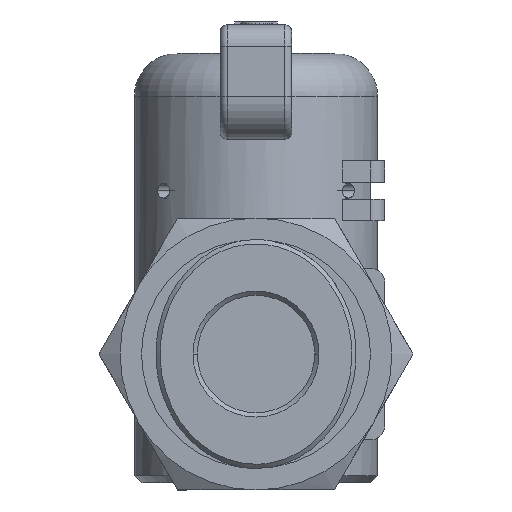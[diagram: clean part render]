
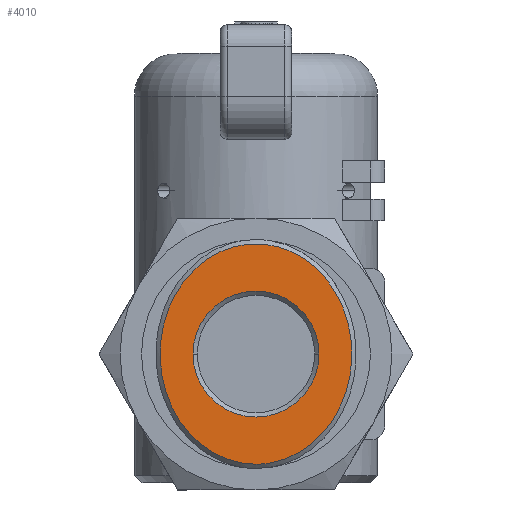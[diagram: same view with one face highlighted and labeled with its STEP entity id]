
A CAD part, front view. The second image highlights one B-rep face of the part: STEP entity #4010.
In plain terms, the highlighted planar face has unit normal (0, -1, 0).
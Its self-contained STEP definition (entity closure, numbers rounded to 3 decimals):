
#1791=CARTESIAN_POINT('',(191.869,-25.2,-12.109));
#1792=VERTEX_POINT('',#1791);
#1801=CARTESIAN_POINT('',(200.669,-25.2,-12.109));
#1802=VERTEX_POINT('',#1801);
#1803=CARTESIAN_POINT('',(196.269,-25.2,-12.109));
#1804=DIRECTION('',(0.0,-1.0,0.0));
#1805=DIRECTION('',(-1.0,0.0,0.0));
#1806=AXIS2_PLACEMENT_3D('',#1803,#1804,#1805);
#1807=CIRCLE('',#1806,4.4);
#1808=EDGE_CURVE('',#1792,#1802,#1807,.T.);
#3910=CARTESIAN_POINT('',(196.269,-25.2,-19.809));
#3911=VERTEX_POINT('',#3910);
#3917=CARTESIAN_POINT('',(196.269,-25.2,-19.809));
#3918=CARTESIAN_POINT('',(195.848,-25.2,-19.809));
#3919=CARTESIAN_POINT('',(195.427,-25.2,-19.763));
#3920=CARTESIAN_POINT('',(194.598,-25.2,-19.582));
#3921=CARTESIAN_POINT('',(194.19,-25.2,-19.445));
#3922=CARTESIAN_POINT('',(193.401,-25.2,-19.085));
#3923=CARTESIAN_POINT('',(193.019,-25.2,-18.86));
#3924=CARTESIAN_POINT('',(192.295,-25.2,-18.328));
#3925=CARTESIAN_POINT('',(191.953,-25.2,-18.019));
#3926=CARTESIAN_POINT('',(191.323,-25.2,-17.327));
#3927=CARTESIAN_POINT('',(191.035,-25.2,-16.942));
#3928=CARTESIAN_POINT('',(190.527,-25.2,-16.11));
#3929=CARTESIAN_POINT('',(190.308,-25.2,-15.661));
#3930=CARTESIAN_POINT('',(189.949,-25.2,-14.718));
#3931=CARTESIAN_POINT('',(189.81,-25.2,-14.222));
#3932=CARTESIAN_POINT('',(189.621,-25.2,-13.205));
#3933=CARTESIAN_POINT('',(189.572,-25.2,-12.684));
#3934=CARTESIAN_POINT('',(189.566,-25.2,-11.639));
#3935=CARTESIAN_POINT('',(189.609,-25.2,-11.115));
#3936=CARTESIAN_POINT('',(189.787,-25.2,-10.091));
#3937=CARTESIAN_POINT('',(189.922,-25.2,-9.59));
#3938=CARTESIAN_POINT('',(190.274,-25.2,-8.632));
#3939=CARTESIAN_POINT('',(190.492,-25.2,-8.176));
#3940=CARTESIAN_POINT('',(190.999,-25.2,-7.328));
#3941=CARTESIAN_POINT('',(191.287,-25.2,-6.935));
#3942=CARTESIAN_POINT('',(191.922,-25.2,-6.229));
#3943=CARTESIAN_POINT('',(192.267,-25.2,-5.914));
#3944=CARTESIAN_POINT('',(192.998,-25.2,-5.371));
#3945=CARTESIAN_POINT('',(193.383,-25.2,-5.143));
#3946=CARTESIAN_POINT('',(194.18,-25.2,-4.777));
#3947=CARTESIAN_POINT('',(194.591,-25.2,-4.639));
#3948=CARTESIAN_POINT('',(195.424,-25.2,-4.455));
#3949=CARTESIAN_POINT('',(195.846,-25.2,-4.409));
#3950=CARTESIAN_POINT('',(196.689,-25.2,-4.409));
#3951=CARTESIAN_POINT('',(197.11,-25.2,-4.455));
#3952=CARTESIAN_POINT('',(197.939,-25.2,-4.637));
#3953=CARTESIAN_POINT('',(198.347,-25.2,-4.773));
#3954=CARTESIAN_POINT('',(199.136,-25.2,-5.133));
#3955=CARTESIAN_POINT('',(199.518,-25.2,-5.358));
#3956=CARTESIAN_POINT('',(200.242,-25.2,-5.89));
#3957=CARTESIAN_POINT('',(200.584,-25.2,-6.199));
#3958=CARTESIAN_POINT('',(201.214,-25.2,-6.891));
#3959=CARTESIAN_POINT('',(201.502,-25.2,-7.275));
#3960=CARTESIAN_POINT('',(202.01,-25.2,-8.108));
#3961=CARTESIAN_POINT('',(202.229,-25.2,-8.556));
#3962=CARTESIAN_POINT('',(202.588,-25.2,-9.5));
#3963=CARTESIAN_POINT('',(202.727,-25.2,-9.996));
#3964=CARTESIAN_POINT('',(202.916,-25.2,-11.012));
#3965=CARTESIAN_POINT('',(202.965,-25.2,-11.534));
#3966=CARTESIAN_POINT('',(202.972,-25.2,-12.579));
#3967=CARTESIAN_POINT('',(202.928,-25.2,-13.102));
#3968=CARTESIAN_POINT('',(202.75,-25.2,-14.127));
#3969=CARTESIAN_POINT('',(202.616,-25.2,-14.628));
#3970=CARTESIAN_POINT('',(202.264,-25.2,-15.585));
#3971=CARTESIAN_POINT('',(202.046,-25.2,-16.042));
#3972=CARTESIAN_POINT('',(201.539,-25.2,-16.89));
#3973=CARTESIAN_POINT('',(201.25,-25.2,-17.282));
#3974=CARTESIAN_POINT('',(200.616,-25.2,-17.989));
#3975=CARTESIAN_POINT('',(200.271,-25.2,-18.304));
#3976=CARTESIAN_POINT('',(199.54,-25.2,-18.847));
#3977=CARTESIAN_POINT('',(199.155,-25.2,-19.075));
#3978=CARTESIAN_POINT('',(198.359,-25.2,-19.441));
#3979=CARTESIAN_POINT('',(197.95,-25.2,-19.579));
#3980=CARTESIAN_POINT('',(197.325,-25.2,-19.717));
#3981=CARTESIAN_POINT('',(197.115,-25.2,-19.751));
#3982=CARTESIAN_POINT('',(196.693,-25.2,-19.798));
#3983=CARTESIAN_POINT('',(196.481,-25.2,-19.809));
#3984=CARTESIAN_POINT('',(196.269,-25.2,-19.809));
#3985=B_SPLINE_CURVE_WITH_KNOTS('',3,(#3917,#3918,#3919,#3920,#3921,#3922,#3923,#3924,#3925,#3926,#3927,#3928,#3929,#3930,#3931,#3932,#3933,#3934,#3935,#3936,#3937,#3938,#3939,#3940,#3941,#3942,#3943,#3944,#3945,#3946,#3947,#3948,#3949,#3950,#3951,#3952,#3953,#3954,#3955,#3956,#3957,#3958,#3959,#3960,#3961,#3962,#3963,#3964,#3965,#3966,#3967,#3968,#3969,#3970,#3971,#3972,#3973,#3974,#3975,#3976,#3977,#3978,#3979,#3980,#3981,#3982,#3983,#3984),.UNSPECIFIED.,.T.,.U.,(4,2,2,2,2,2,2,2,2,2,2,2,2,2,2,2,2,2,2,2,2,2,2,2,2,2,2,2,2,2,2,2,2,4),(0.0,0.19,0.38,0.572,0.766,0.962,1.161,1.362,1.564,1.767,1.969,2.17,2.369,2.566,2.76,2.951,3.141,3.331,3.521,3.713,3.907,4.103,4.302,4.503,4.705,4.908,5.111,5.312,5.511,5.707,5.901,6.092,6.188,6.283),.UNSPECIFIED.);
#3986=EDGE_CURVE('',#3911,#3911,#3985,.T.);
#3992=CARTESIAN_POINT('',(196.269,-25.2,-20.109));
#3993=DIRECTION('',(0.0,-1.0,0.0));
#3994=DIRECTION('',(1.0,0.0,0.0));
#3995=AXIS2_PLACEMENT_3D('',#3992,#3993,#3994);
#3996=PLANE('',#3995);
#3997=ORIENTED_EDGE('',*,*,#3986,.F.);
#3998=EDGE_LOOP('',(#3997));
#3999=FACE_OUTER_BOUND('',#3998,.T.);
#4000=CARTESIAN_POINT('',(196.269,-25.2,-12.109));
#4001=DIRECTION('',(0.0,-1.0,0.0));
#4002=DIRECTION('',(-1.0,0.0,0.0));
#4003=AXIS2_PLACEMENT_3D('',#4000,#4001,#4002);
#4004=CIRCLE('',#4003,4.4);
#4005=EDGE_CURVE('',#1802,#1792,#4004,.T.);
#4006=ORIENTED_EDGE('',*,*,#4005,.F.);
#4007=ORIENTED_EDGE('',*,*,#1808,.F.);
#4008=EDGE_LOOP('',(#4006,#4007));
#4009=FACE_BOUND('',#4008,.T.);
#4010=ADVANCED_FACE('',(#3999,#4009),#3996,.T.);
